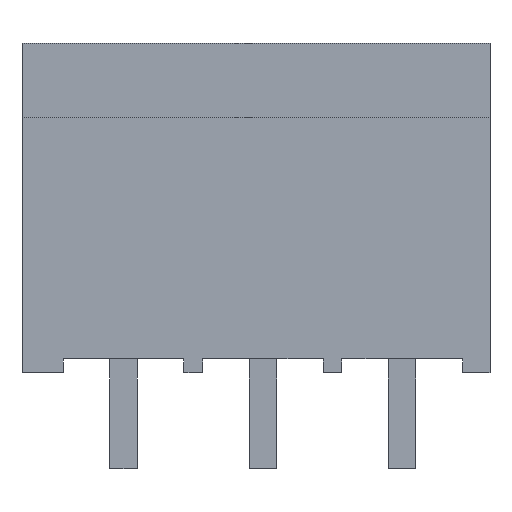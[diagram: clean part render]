
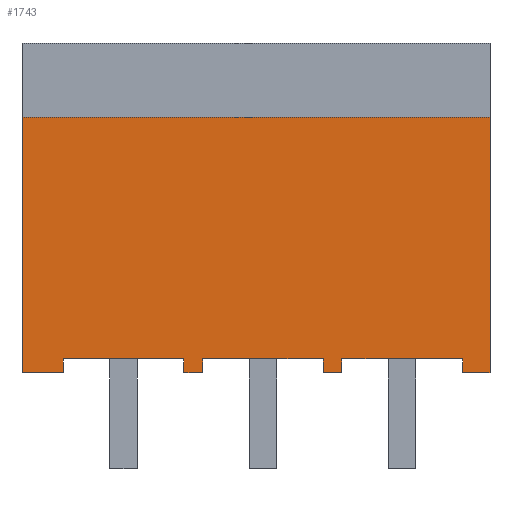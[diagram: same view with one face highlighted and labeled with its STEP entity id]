
A CAD part, front view. The second image highlights one B-rep face of the part: STEP entity #1743.
In plain terms, the highlighted planar face has unit normal (0, -1, 0).
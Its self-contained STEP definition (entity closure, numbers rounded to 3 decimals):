
#25=DIRECTION('',(0.,0.,-1.));
#26=VECTOR('',#25,9.3);
#27=CARTESIAN_POINT('',(-8.53,-3.8,-2.7));
#28=LINE('',#27,#26);
#260=DIRECTION('',(0.,0.,-1.));
#261=VECTOR('',#260,9.3);
#262=CARTESIAN_POINT('',(8.53,-3.8,-2.7));
#263=LINE('',#262,#261);
#328=DIRECTION('',(0.,0.,1.));
#329=VECTOR('',#328,0.5);
#330=CARTESIAN_POINT('',(-7.03,-3.8,-12.));
#331=LINE('',#330,#329);
#332=DIRECTION('',(1.,0.,0.));
#333=VECTOR('',#332,17.06);
#334=CARTESIAN_POINT('',(-8.53,-3.8,-2.7));
#335=LINE('',#334,#333);
#336=DIRECTION('',(0.,0.,1.));
#337=VECTOR('',#336,0.5);
#338=CARTESIAN_POINT('',(7.53,-3.8,-12.));
#339=LINE('',#338,#337);
#340=DIRECTION('',(1.,0.,0.));
#341=VECTOR('',#340,4.4);
#342=CARTESIAN_POINT('',(3.13,-3.8,-11.5));
#343=LINE('',#342,#341);
#344=DIRECTION('',(0.,0.,1.));
#345=VECTOR('',#344,0.5);
#346=CARTESIAN_POINT('',(3.13,-3.8,-12.));
#347=LINE('',#346,#345);
#348=DIRECTION('',(0.,0.,1.));
#349=VECTOR('',#348,0.5);
#350=CARTESIAN_POINT('',(2.45,-3.8,-12.));
#351=LINE('',#350,#349);
#352=DIRECTION('',(1.,0.,0.));
#353=VECTOR('',#352,4.4);
#354=CARTESIAN_POINT('',(-1.95,-3.8,-11.5));
#355=LINE('',#354,#353);
#356=DIRECTION('',(0.,0.,1.));
#357=VECTOR('',#356,0.5);
#358=CARTESIAN_POINT('',(-1.95,-3.8,-12.));
#359=LINE('',#358,#357);
#360=DIRECTION('',(0.,0.,1.));
#361=VECTOR('',#360,0.5);
#362=CARTESIAN_POINT('',(-2.63,-3.8,-12.));
#363=LINE('',#362,#361);
#364=DIRECTION('',(1.,0.,0.));
#365=VECTOR('',#364,4.4);
#366=CARTESIAN_POINT('',(-7.03,-3.8,-11.5));
#367=LINE('',#366,#365);
#372=DIRECTION('',(1.,0.,0.));
#373=VECTOR('',#372,1.);
#374=CARTESIAN_POINT('',(7.53,-3.8,-12.));
#375=LINE('',#374,#373);
#380=DIRECTION('',(1.,0.,0.));
#381=VECTOR('',#380,0.68);
#382=CARTESIAN_POINT('',(2.45,-3.8,-12.));
#383=LINE('',#382,#381);
#392=DIRECTION('',(1.,0.,0.));
#393=VECTOR('',#392,1.5);
#394=CARTESIAN_POINT('',(-8.53,-3.8,-12.));
#395=LINE('',#394,#393);
#400=DIRECTION('',(1.,0.,0.));
#401=VECTOR('',#400,0.68);
#402=CARTESIAN_POINT('',(-2.63,-3.8,-12.));
#403=LINE('',#402,#401);
#1003=CARTESIAN_POINT('',(-8.53,-3.8,-2.7));
#1004=VERTEX_POINT('',#1003);
#1005=CARTESIAN_POINT('',(-8.53,-3.8,-12.));
#1006=VERTEX_POINT('',#1005);
#1021=CARTESIAN_POINT('',(8.53,-3.8,-2.7));
#1022=VERTEX_POINT('',#1021);
#1023=CARTESIAN_POINT('',(8.53,-3.8,-12.));
#1024=VERTEX_POINT('',#1023);
#1049=CARTESIAN_POINT('',(3.13,-3.8,-12.));
#1050=CARTESIAN_POINT('',(3.13,-3.8,-11.5));
#1051=VERTEX_POINT('',#1049);
#1052=VERTEX_POINT('',#1050);
#1053=CARTESIAN_POINT('',(7.53,-3.8,-11.5));
#1054=VERTEX_POINT('',#1053);
#1055=CARTESIAN_POINT('',(7.53,-3.8,-12.));
#1056=VERTEX_POINT('',#1055);
#1065=CARTESIAN_POINT('',(-1.95,-3.8,-12.));
#1066=CARTESIAN_POINT('',(-1.95,-3.8,-11.5));
#1067=VERTEX_POINT('',#1065);
#1068=VERTEX_POINT('',#1066);
#1069=CARTESIAN_POINT('',(2.45,-3.8,-11.5));
#1070=VERTEX_POINT('',#1069);
#1071=CARTESIAN_POINT('',(2.45,-3.8,-12.));
#1072=VERTEX_POINT('',#1071);
#1237=CARTESIAN_POINT('',(-7.03,-3.8,-12.));
#1238=CARTESIAN_POINT('',(-7.03,-3.8,-11.5));
#1239=VERTEX_POINT('',#1237);
#1240=VERTEX_POINT('',#1238);
#1241=CARTESIAN_POINT('',(-2.63,-3.8,-11.5));
#1242=VERTEX_POINT('',#1241);
#1243=CARTESIAN_POINT('',(-2.63,-3.8,-12.));
#1244=VERTEX_POINT('',#1243);
#1707=CARTESIAN_POINT('',(-8.53,-3.8,-2.7));
#1708=DIRECTION('',(0.,-1.,0.));
#1709=DIRECTION('',(0.,0.,-1.));
#1710=AXIS2_PLACEMENT_3D('',#1707,#1708,#1709);
#1711=PLANE('',#1710);
#1712=ORIENTED_EDGE('',*,*,#1697,.F.);
#1714=ORIENTED_EDGE('',*,*,#1713,.F.);
#1715=ORIENTED_EDGE('',*,*,#1320,.F.);
#1717=ORIENTED_EDGE('',*,*,#1716,.T.);
#1718=ORIENTED_EDGE('',*,*,#1633,.T.);
#1720=ORIENTED_EDGE('',*,*,#1719,.F.);
#1722=ORIENTED_EDGE('',*,*,#1721,.T.);
#1724=ORIENTED_EDGE('',*,*,#1723,.F.);
#1726=ORIENTED_EDGE('',*,*,#1725,.F.);
#1728=ORIENTED_EDGE('',*,*,#1727,.F.);
#1730=ORIENTED_EDGE('',*,*,#1729,.T.);
#1732=ORIENTED_EDGE('',*,*,#1731,.F.);
#1734=ORIENTED_EDGE('',*,*,#1733,.F.);
#1736=ORIENTED_EDGE('',*,*,#1735,.F.);
#1738=ORIENTED_EDGE('',*,*,#1737,.T.);
#1740=ORIENTED_EDGE('',*,*,#1739,.F.);
#1741=EDGE_LOOP('',(#1712,#1714,#1715,#1717,#1718,#1720,#1722,#1724,#1726,#1728,
#1730,#1732,#1734,#1736,#1738,#1740));
#1742=FACE_OUTER_BOUND('',#1741,.F.);
#1320=EDGE_CURVE('',#1004,#1006,#28,.T.);
#1633=EDGE_CURVE('',#1022,#1024,#263,.T.);
#1697=EDGE_CURVE('',#1239,#1240,#331,.T.);
#1713=EDGE_CURVE('',#1006,#1239,#395,.T.);
#1716=EDGE_CURVE('',#1004,#1022,#335,.T.);
#1719=EDGE_CURVE('',#1056,#1024,#375,.T.);
#1721=EDGE_CURVE('',#1056,#1054,#339,.T.);
#1723=EDGE_CURVE('',#1052,#1054,#343,.T.);
#1725=EDGE_CURVE('',#1051,#1052,#347,.T.);
#1727=EDGE_CURVE('',#1072,#1051,#383,.T.);
#1729=EDGE_CURVE('',#1072,#1070,#351,.T.);
#1731=EDGE_CURVE('',#1068,#1070,#355,.T.);
#1733=EDGE_CURVE('',#1067,#1068,#359,.T.);
#1735=EDGE_CURVE('',#1244,#1067,#403,.T.);
#1737=EDGE_CURVE('',#1244,#1242,#363,.T.);
#1739=EDGE_CURVE('',#1240,#1242,#367,.T.);
#1743=ADVANCED_FACE('',(#1742),#1711,.T.);
